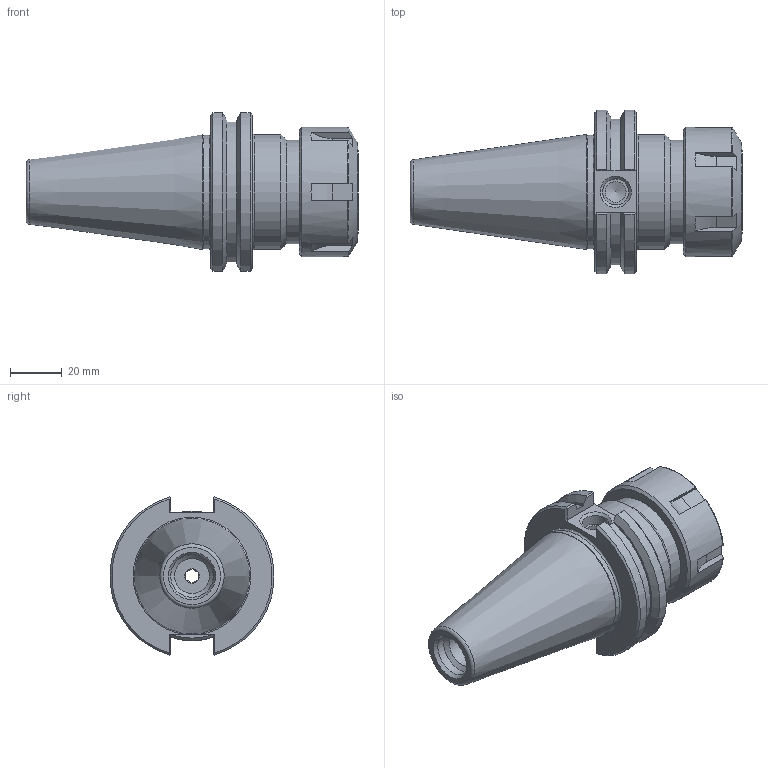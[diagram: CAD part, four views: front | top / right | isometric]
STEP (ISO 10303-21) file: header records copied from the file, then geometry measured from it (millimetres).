
FILE_DESCRIPTION((''),'2;1');
FILE_NAME('C40-32ER236.stp','2014-07-25T14:10:14',('kaykin'),(''),'Autodesk Inventor 2012','Autodesk Inventor 2012','');
FILE_SCHEMA(('AUTOMOTIVE_DESIGN { 1 0 10303 214 1 1 1 1 }'));
Length unit declared in the file: inch
Products named in the file (4): C40-32ER236; C40-32ER236-1; 32ERN; BS-18
Assembly tree (3 placements, depth 2):
  C40-32ER236
    C40-32ER236-1
    32ERN
    BS-18
Bounding box: 128.21 x 63.26 x 61.05 mm (x, y, z)
Volume: 134883.6 mm3; surface area: 37348.6 mm2
Topology: 3 solids, 3 shells, 136 faces, 353 edges, 228 vertices
Faces by surface type: plane 64, cylinder 32, cone 31, torus 9
Full cylindrical faces by diameter (mm): 7.112 x1, 8 x1, 10.046 x1, 13.386 x1, 16.459 x1, 17.78 x2, 18.923 x1, 20.447 x1, 23.495 x1, 27 x1, 31.8 x1, 33 x1, 38.65 x1, 40 x1, 41 x1, 43.942 x1, 44.45 x1, 50 x1
Entity records: 4107 total; most frequent: CARTESIAN_POINT 946, DIRECTION 598, ORIENTED_EDGE 596, EDGE_CURVE 298, AXIS2_PLACEMENT_3D 245, VERTEX_POINT 218, EDGE_LOOP 192, FACE_OUTER_BOUND 136
